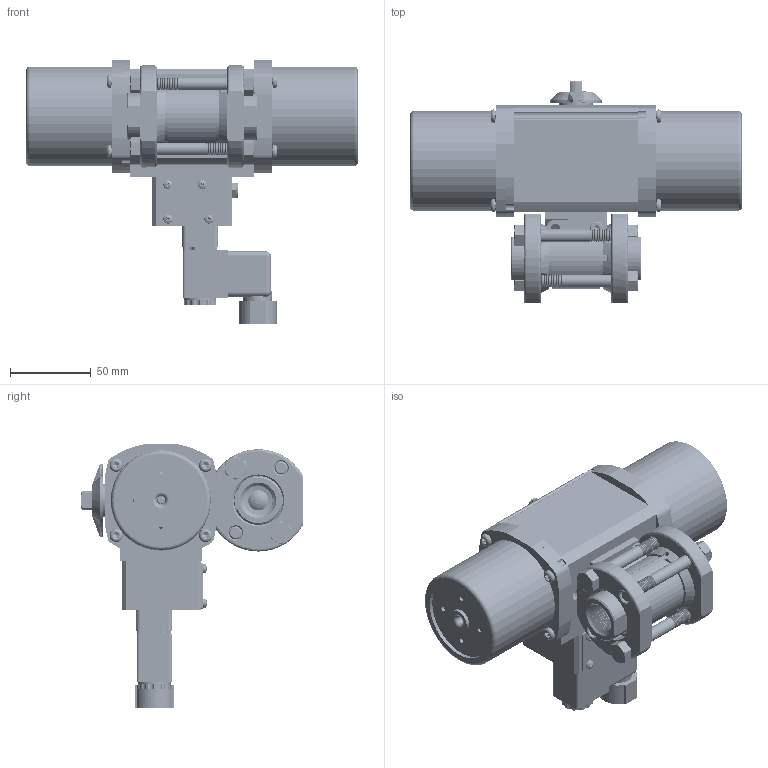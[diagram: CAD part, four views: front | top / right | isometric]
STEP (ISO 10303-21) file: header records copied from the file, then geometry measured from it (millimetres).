
FILE_DESCRIPTION (( 'STEP AP203' ), '1' );
FILE_NAME ('25XXSESA512SR3GPDC.step', '2018-06-12T17:31:14', ( '' ), ( '' ), 'SwSTEP 2.0', 'SolidWorks 2017', '' );
FILE_SCHEMA (( 'CONFIG_CONTROL_DESIGN' ));
Products named in the file (1): 25XXSESA512SR3GPDC
Bounding box: 206.12 x 137.66 x 163.7 mm (x, y, z)
Volume: 654327 mm3; surface area: 286188.8 mm2
Topology: 63 solids, 63 shells, 5789 faces, 15505 edges, 9907 vertices
Faces by surface type: cylinder 2873, cone 1797, plane 789, torus 207, bspline 109, sphere 14
Entity records: 225485 total; most frequent: CARTESIAN_POINT 84675, ORIENTED_EDGE 30718, DIRECTION 29783, EDGE_CURVE 15359, AXIS2_PLACEMENT_3D 12090, VERTEX_POINT 9903, CIRCLE 6409, EDGE_LOOP 6228
